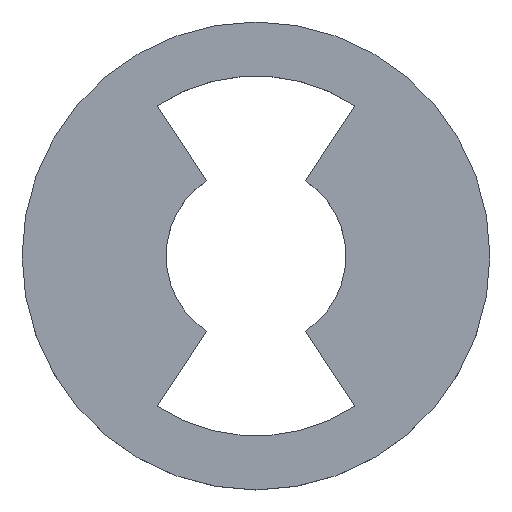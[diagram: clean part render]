
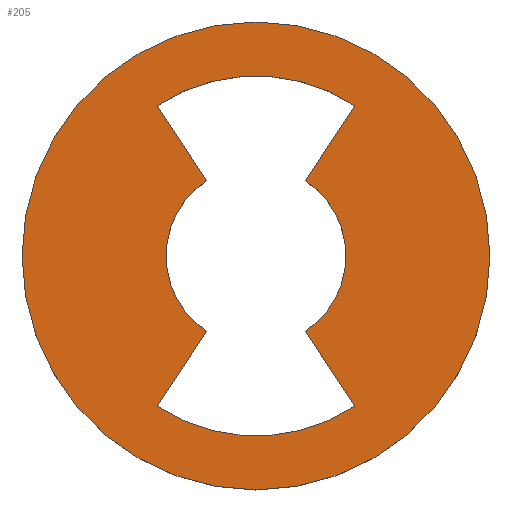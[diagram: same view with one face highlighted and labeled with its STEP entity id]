
A CAD part, top view. The second image highlights one B-rep face of the part: STEP entity #205.
In plain terms, the highlighted planar face has unit normal (0, 0, 1).
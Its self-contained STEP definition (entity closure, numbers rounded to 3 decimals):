
#16=FACE_BOUND('',#55,.T.);
#18=CIRCLE('',#223,5.);
#20=CIRCLE('',#227,2.5);
#22=CIRCLE('',#231,5.);
#24=CIRCLE('',#235,2.5);
#25=CIRCLE('',#237,6.5);
#42=FACE_OUTER_BOUND('',#54,.T.);
#54=EDGE_LOOP('',(#180));
#55=EDGE_LOOP('',(#181,#182,#183,#184,#185,#186,#187,#188));
#58=LINE('',#310,#75);
#62=LINE('',#322,#79);
#66=LINE('',#334,#83);
#70=LINE('',#346,#87);
#75=VECTOR('',#247,10.);
#79=VECTOR('',#259,10.);
#83=VECTOR('',#271,10.);
#87=VECTOR('',#283,10.);
#92=VERTEX_POINT('',#307);
#93=VERTEX_POINT('',#309);
#95=VERTEX_POINT('',#315);
#97=VERTEX_POINT('',#321);
#99=VERTEX_POINT('',#327);
#101=VERTEX_POINT('',#333);
#103=VERTEX_POINT('',#339);
#105=VERTEX_POINT('',#345);
#106=VERTEX_POINT('',#352);
#110=EDGE_CURVE('',#93,#92,#58,.T.);
#113=EDGE_CURVE('',#95,#93,#18,.T.);
#116=EDGE_CURVE('',#97,#95,#62,.T.);
#119=EDGE_CURVE('',#99,#97,#20,.T.);
#122=EDGE_CURVE('',#101,#99,#66,.T.);
#125=EDGE_CURVE('',#103,#101,#22,.T.);
#128=EDGE_CURVE('',#105,#103,#70,.T.);
#131=EDGE_CURVE('',#92,#105,#24,.T.);
#132=EDGE_CURVE('',#106,#106,#25,.T.);
#180=ORIENTED_EDGE('',*,*,#132,.T.);
#181=ORIENTED_EDGE('',*,*,#131,.T.);
#182=ORIENTED_EDGE('',*,*,#128,.T.);
#183=ORIENTED_EDGE('',*,*,#125,.T.);
#184=ORIENTED_EDGE('',*,*,#122,.T.);
#185=ORIENTED_EDGE('',*,*,#119,.T.);
#186=ORIENTED_EDGE('',*,*,#116,.T.);
#187=ORIENTED_EDGE('',*,*,#113,.T.);
#188=ORIENTED_EDGE('',*,*,#110,.T.);
#194=PLANE('',#240);
#205=ADVANCED_FACE('',(#42,#16),#194,.F.);
#223=AXIS2_PLACEMENT_3D('',#316,#253,#254);
#227=AXIS2_PLACEMENT_3D('',#328,#265,#266);
#231=AXIS2_PLACEMENT_3D('',#340,#277,#278);
#235=AXIS2_PLACEMENT_3D('',#350,#289,#290);
#237=AXIS2_PLACEMENT_3D('',#353,#293,#294);
#240=AXIS2_PLACEMENT_3D('',#358,#300,#301);
#247=DIRECTION('',(0.55,0.835,0.));
#253=DIRECTION('center_axis',(0.,0.,-1.));
#254=DIRECTION('ref_axis',(0.,1.,0.));
#259=DIRECTION('',(0.55,-0.835,0.));
#265=DIRECTION('center_axis',(0.,0.,-1.));
#266=DIRECTION('ref_axis',(0.55,0.835,0.));
#271=DIRECTION('',(-0.55,-0.835,0.));
#277=DIRECTION('center_axis',(0.,0.,-1.));
#278=DIRECTION('ref_axis',(0.,1.,0.));
#283=DIRECTION('',(-0.55,0.835,0.));
#289=DIRECTION('center_axis',(0.,0.,-1.));
#290=DIRECTION('ref_axis',(-0.55,-0.835,0.));
#293=DIRECTION('center_axis',(0.,0.,1.));
#294=DIRECTION('ref_axis',(0.,1.,0.));
#300=DIRECTION('center_axis',(0.,0.,-1.));
#301=DIRECTION('ref_axis',(0.,1.,0.));
#307=CARTESIAN_POINT('',(-1.375,-2.088,-3.5));
#309=CARTESIAN_POINT('',(-2.75,-4.176,-3.5));
#310=CARTESIAN_POINT('',(-1.265,-1.921,-3.5));
#315=CARTESIAN_POINT('',(2.75,-4.176,-3.5));
#316=CARTESIAN_POINT('Origin',(0.,0.,-3.5));
#321=CARTESIAN_POINT('',(1.375,-2.088,-3.5));
#322=CARTESIAN_POINT('',(2.75,-4.176,-3.5));
#327=CARTESIAN_POINT('',(1.375,2.088,-3.5));
#328=CARTESIAN_POINT('Origin',(0.,0.,-3.5));
#333=CARTESIAN_POINT('',(2.75,4.176,-3.5));
#334=CARTESIAN_POINT('',(2.75,4.176,-3.5));
#339=CARTESIAN_POINT('',(-2.75,4.176,-3.5));
#340=CARTESIAN_POINT('Origin',(0.,0.,-3.5));
#345=CARTESIAN_POINT('',(-1.375,2.088,-3.5));
#346=CARTESIAN_POINT('',(-1.265,1.921,-3.5));
#350=CARTESIAN_POINT('Origin',(0.,0.,-3.5));
#352=CARTESIAN_POINT('',(0.,-6.5,-3.5));
#353=CARTESIAN_POINT('Origin',(0.,0.,-3.5));
#358=CARTESIAN_POINT('Origin',(0.,0.,-3.5));
